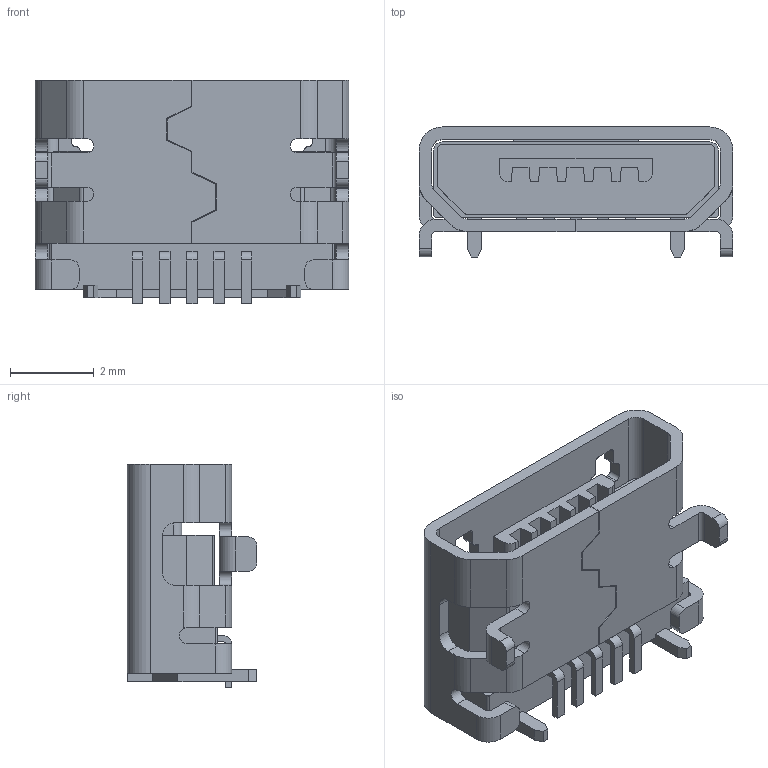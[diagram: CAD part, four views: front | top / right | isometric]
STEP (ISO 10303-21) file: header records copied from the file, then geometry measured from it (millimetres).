
FILE_DESCRIPTION((''),'2;1');
FILE_NAME('U254-051T-4BHJ25-F2S','2020-08-12T',('cwg'),(''),'PRO/ENGINEER BY PARAMETRIC TECHNOLOGY CORPORATION, 2010280','PRO/ENGINEER BY PARAMETRIC TECHNOLOGY CORPORATION, 2010280','');
FILE_SCHEMA(('CONFIG_CONTROL_DESIGN'));
Length unit declared in the file: millimetre
Products named in the file (1): U254-051T-4BHJ25-F2S
Bounding box: 7.5 x 3.1 x 5.35 mm (x, y, z)
Volume: 60.5 mm3; surface area: 272.1 mm2
Topology: 1 solids, 1 shells, 723 faces, 2102 edges, 1398 vertices
Faces by surface type: plane 619, cylinder 104
Entity records: 23722 total; most frequent: CARTESIAN_POINT 4435, ORIENTED_EDGE 4204, DIRECTION 3692, EDGE_CURVE 2102, VECTOR 1886, LINE 1886, VERTEX_POINT 1398, AXIS2_PLACEMENT_3D 903
